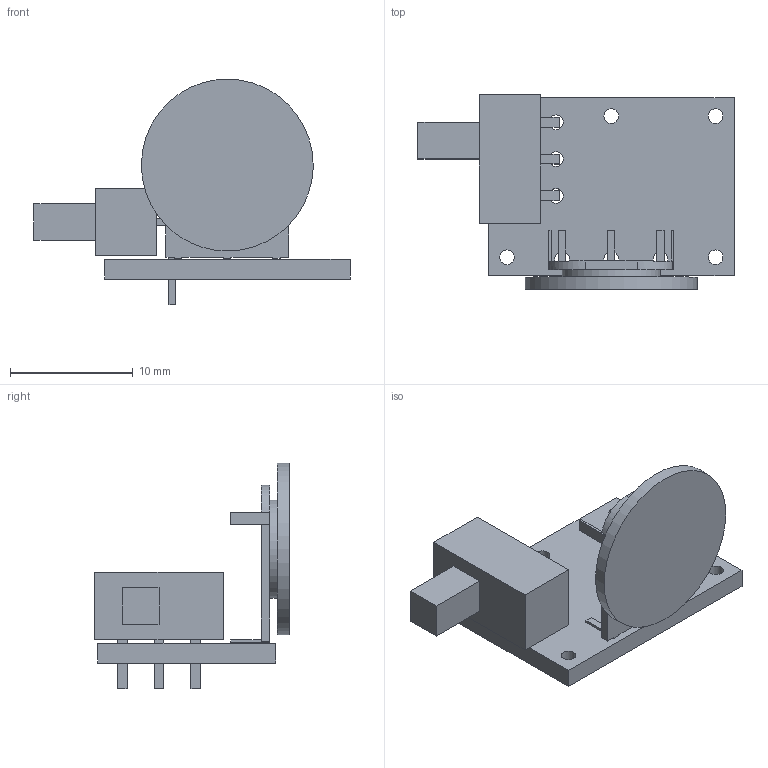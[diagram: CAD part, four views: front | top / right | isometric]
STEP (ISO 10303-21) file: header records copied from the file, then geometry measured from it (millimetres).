
FILE_DESCRIPTION(('KiCad electronic assembly'),'2;1');
FILE_NAME('ITR-2.step','2023-03-29T22:55:57',('Pcbnew'),('Kicad'), 'Open CASCADE STEP processor 7.6','KiCad to STEP converter','Unknown' );
FILE_SCHEMA(('AUTOMOTIVE_DESIGN { 1 0 10303 214 1 1 1 1 }'));
Length unit declared in the file: millimetre
Products named in the file (6): ITR-2 1; KLS7-SS-12F19-G5; SOLID; R1001N12B1-A10K; ITR-2 PCB
Assembly tree (5 placements, depth 3):
  ITR-2 1
    KLS7-SS-12F19-G5
      SOLID
    R1001N12B1-A10K
      SOLID
    ITR-2 PCB
Bounding box: 25.75 x 15.88 x 18.39 mm (x, y, z)
Volume: 1063.7 mm3; surface area: 1694.8 mm2
Topology: 3 solids, 3 shells, 88 faces, 228 edges, 152 vertices
Faces by surface type: bspline 72, cylinder 10, plane 6
Full cylindrical faces by diameter (mm): 1.2 x10
Entity records: 5882 total; most frequent: CARTESIAN_POINT 1928, B_SPLINE_CURVE_WITH_KNOTS 542, ORIENTED_EDGE 456, PCURVE 456, DEFINITIONAL_REPRESENTATION 456, EDGE_CURVE 228, SURFACE_CURVE 216, DIRECTION 170
